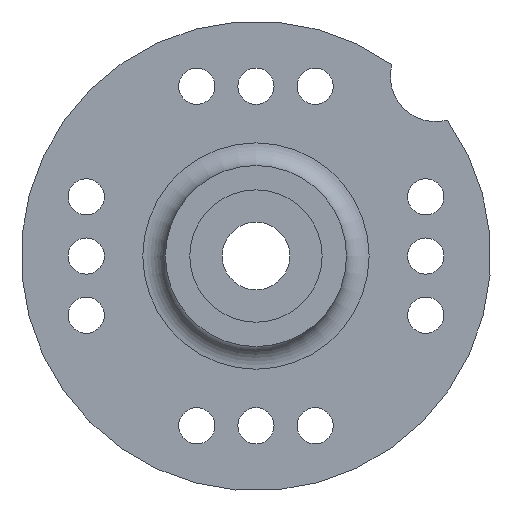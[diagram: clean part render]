
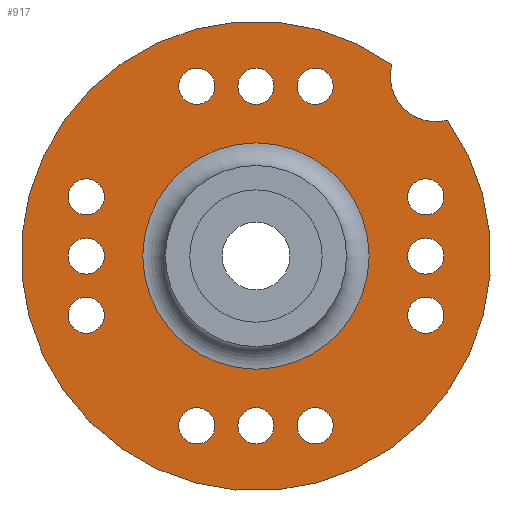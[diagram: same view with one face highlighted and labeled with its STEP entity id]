
A CAD part, front view. The second image highlights one B-rep face of the part: STEP entity #917.
In plain terms, the highlighted planar face has unit normal (0, -1, 0).
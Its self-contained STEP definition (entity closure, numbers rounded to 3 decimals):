
#25=FACE_BOUND('',#137,.T.);
#26=FACE_BOUND('',#138,.T.);
#27=FACE_BOUND('',#139,.T.);
#28=FACE_BOUND('',#140,.T.);
#29=FACE_BOUND('',#141,.T.);
#30=FACE_BOUND('',#142,.T.);
#31=FACE_BOUND('',#143,.T.);
#32=FACE_BOUND('',#144,.T.);
#33=FACE_BOUND('',#145,.T.);
#34=FACE_BOUND('',#146,.T.);
#35=FACE_BOUND('',#147,.T.);
#36=FACE_BOUND('',#148,.T.);
#37=FACE_BOUND('',#149,.T.);
#55=PLANE('',#992);
#86=FACE_OUTER_BOUND('',#136,.T.);
#136=EDGE_LOOP('',(#637,#638));
#137=EDGE_LOOP('',(#639));
#138=EDGE_LOOP('',(#640));
#139=EDGE_LOOP('',(#641));
#140=EDGE_LOOP('',(#642));
#141=EDGE_LOOP('',(#643));
#142=EDGE_LOOP('',(#644));
#143=EDGE_LOOP('',(#645));
#144=EDGE_LOOP('',(#646));
#145=EDGE_LOOP('',(#647));
#146=EDGE_LOOP('',(#648));
#147=EDGE_LOOP('',(#649));
#148=EDGE_LOOP('',(#650));
#149=EDGE_LOOP('',(#651));
#216=CIRCLE('',#991,2.);
#217=CIRCLE('',#993,10.375);
#218=CIRCLE('',#994,5.);
#219=CIRCLE('',#995,0.8);
#220=CIRCLE('',#996,0.8);
#221=CIRCLE('',#997,0.8);
#222=CIRCLE('',#998,0.8);
#223=CIRCLE('',#999,0.8);
#224=CIRCLE('',#1000,0.8);
#225=CIRCLE('',#1001,0.8);
#226=CIRCLE('',#1002,0.8);
#227=CIRCLE('',#1003,0.8);
#228=CIRCLE('',#1004,0.8);
#229=CIRCLE('',#1005,0.8);
#230=CIRCLE('',#1006,0.8);
#414=VERTEX_POINT('',#1390);
#416=VERTEX_POINT('',#1394);
#417=VERTEX_POINT('',#1399);
#418=VERTEX_POINT('',#1401);
#419=VERTEX_POINT('',#1403);
#420=VERTEX_POINT('',#1405);
#421=VERTEX_POINT('',#1407);
#422=VERTEX_POINT('',#1409);
#423=VERTEX_POINT('',#1411);
#424=VERTEX_POINT('',#1413);
#425=VERTEX_POINT('',#1415);
#426=VERTEX_POINT('',#1417);
#427=VERTEX_POINT('',#1419);
#428=VERTEX_POINT('',#1421);
#429=VERTEX_POINT('',#1423);
#504=EDGE_CURVE('',#414,#416,#216,.T.);
#505=EDGE_CURVE('',#416,#414,#217,.T.);
#506=EDGE_CURVE('',#417,#417,#218,.T.);
#507=EDGE_CURVE('',#418,#418,#219,.T.);
#508=EDGE_CURVE('',#419,#419,#220,.T.);
#509=EDGE_CURVE('',#420,#420,#221,.T.);
#510=EDGE_CURVE('',#421,#421,#222,.T.);
#511=EDGE_CURVE('',#422,#422,#223,.T.);
#512=EDGE_CURVE('',#423,#423,#224,.T.);
#513=EDGE_CURVE('',#424,#424,#225,.T.);
#514=EDGE_CURVE('',#425,#425,#226,.T.);
#515=EDGE_CURVE('',#426,#426,#227,.T.);
#516=EDGE_CURVE('',#427,#427,#228,.T.);
#517=EDGE_CURVE('',#428,#428,#229,.T.);
#518=EDGE_CURVE('',#429,#429,#230,.T.);
#637=ORIENTED_EDGE('',*,*,#504,.T.);
#638=ORIENTED_EDGE('',*,*,#505,.T.);
#639=ORIENTED_EDGE('',*,*,#506,.F.);
#640=ORIENTED_EDGE('',*,*,#507,.T.);
#641=ORIENTED_EDGE('',*,*,#508,.T.);
#642=ORIENTED_EDGE('',*,*,#509,.T.);
#643=ORIENTED_EDGE('',*,*,#510,.T.);
#644=ORIENTED_EDGE('',*,*,#511,.T.);
#645=ORIENTED_EDGE('',*,*,#512,.T.);
#646=ORIENTED_EDGE('',*,*,#513,.T.);
#647=ORIENTED_EDGE('',*,*,#514,.T.);
#648=ORIENTED_EDGE('',*,*,#515,.T.);
#649=ORIENTED_EDGE('',*,*,#516,.T.);
#650=ORIENTED_EDGE('',*,*,#517,.T.);
#651=ORIENTED_EDGE('',*,*,#518,.T.);
#917=ADVANCED_FACE('',(#86,#25,#26,#27,#28,#29,#30,#31,#32,#33,#34,#35,
#36,#37),#55,.T.);
#991=AXIS2_PLACEMENT_3D('',#1396,#1104,#1105);
#992=AXIS2_PLACEMENT_3D('',#1397,#1106,#1107);
#993=AXIS2_PLACEMENT_3D('',#1398,#1108,#1109);
#994=AXIS2_PLACEMENT_3D('',#1400,#1110,#1111);
#995=AXIS2_PLACEMENT_3D('',#1402,#1112,#1113);
#996=AXIS2_PLACEMENT_3D('',#1404,#1114,#1115);
#997=AXIS2_PLACEMENT_3D('',#1406,#1116,#1117);
#998=AXIS2_PLACEMENT_3D('',#1408,#1118,#1119);
#999=AXIS2_PLACEMENT_3D('',#1410,#1120,#1121);
#1000=AXIS2_PLACEMENT_3D('',#1412,#1122,#1123);
#1001=AXIS2_PLACEMENT_3D('',#1414,#1124,#1125);
#1002=AXIS2_PLACEMENT_3D('',#1416,#1126,#1127);
#1003=AXIS2_PLACEMENT_3D('',#1418,#1128,#1129);
#1004=AXIS2_PLACEMENT_3D('',#1420,#1130,#1131);
#1005=AXIS2_PLACEMENT_3D('',#1422,#1132,#1133);
#1006=AXIS2_PLACEMENT_3D('',#1424,#1134,#1135);
#1104=DIRECTION('center_axis',(0.,1.,0.));
#1105=DIRECTION('ref_axis',(-1.,0.,0.));
#1106=DIRECTION('center_axis',(0.,-1.,0.));
#1107=DIRECTION('ref_axis',(0.,0.,-1.));
#1108=DIRECTION('center_axis',(0.,-1.,0.));
#1109=DIRECTION('ref_axis',(1.,0.,0.));
#1110=DIRECTION('center_axis',(0.,-1.,0.));
#1111=DIRECTION('ref_axis',(-1.,0.,0.));
#1112=DIRECTION('center_axis',(0.,1.,0.));
#1113=DIRECTION('ref_axis',(-1.,0.,0.));
#1114=DIRECTION('center_axis',(0.,1.,0.));
#1115=DIRECTION('ref_axis',(-1.,0.,0.));
#1116=DIRECTION('center_axis',(0.,1.,0.));
#1117=DIRECTION('ref_axis',(-1.,0.,0.));
#1118=DIRECTION('center_axis',(0.,1.,0.));
#1119=DIRECTION('ref_axis',(0.,0.,1.));
#1120=DIRECTION('center_axis',(0.,1.,0.));
#1121=DIRECTION('ref_axis',(1.,0.,0.));
#1122=DIRECTION('center_axis',(0.,1.,0.));
#1123=DIRECTION('ref_axis',(0.,0.,-1.));
#1124=DIRECTION('center_axis',(0.,1.,0.));
#1125=DIRECTION('ref_axis',(0.,0.,1.));
#1126=DIRECTION('center_axis',(0.,1.,0.));
#1127=DIRECTION('ref_axis',(0.,0.,1.));
#1128=DIRECTION('center_axis',(0.,1.,0.));
#1129=DIRECTION('ref_axis',(1.,0.,0.));
#1130=DIRECTION('center_axis',(0.,1.,0.));
#1131=DIRECTION('ref_axis',(1.,0.,0.));
#1132=DIRECTION('center_axis',(0.,1.,0.));
#1133=DIRECTION('ref_axis',(0.,0.,-1.));
#1134=DIRECTION('center_axis',(0.,1.,0.));
#1135=DIRECTION('ref_axis',(0.,0.,-1.));
#1390=CARTESIAN_POINT('',(8.459,0.,6.007));
#1394=CARTESIAN_POINT('',(6.007,0.,8.459));
#1396=CARTESIAN_POINT('Origin',(7.937,0.,7.937));
#1397=CARTESIAN_POINT('Origin',(4.,0.,0.));
#1398=CARTESIAN_POINT('Origin',(0.,0.,0.));
#1399=CARTESIAN_POINT('',(0.,0.,5.));
#1400=CARTESIAN_POINT('Origin',(0.,0.,0.));
#1401=CARTESIAN_POINT('',(0.8,0.,7.5));
#1402=CARTESIAN_POINT('Origin',(0.,0.,7.5));
#1403=CARTESIAN_POINT('',(-1.815,0.,7.5));
#1404=CARTESIAN_POINT('Origin',(-2.615,0.,7.5));
#1405=CARTESIAN_POINT('',(3.415,0.,7.5));
#1406=CARTESIAN_POINT('Origin',(2.615,0.,7.5));
#1407=CARTESIAN_POINT('',(7.5,0.,-0.8));
#1408=CARTESIAN_POINT('Origin',(7.5,0.,0.));
#1409=CARTESIAN_POINT('',(-0.8,0.,-7.5));
#1410=CARTESIAN_POINT('Origin',(0.,0.,-7.5));
#1411=CARTESIAN_POINT('',(-7.5,0.,0.8));
#1412=CARTESIAN_POINT('Origin',(-7.5,0.,0.));
#1413=CARTESIAN_POINT('',(7.5,0.,1.815));
#1414=CARTESIAN_POINT('Origin',(7.5,0.,2.615));
#1415=CARTESIAN_POINT('',(7.5,0.,-3.415));
#1416=CARTESIAN_POINT('Origin',(7.5,0.,-2.615));
#1417=CARTESIAN_POINT('',(1.815,0.,-7.5));
#1418=CARTESIAN_POINT('Origin',(2.615,0.,-7.5));
#1419=CARTESIAN_POINT('',(-3.415,0.,-7.5));
#1420=CARTESIAN_POINT('Origin',(-2.615,0.,-7.5));
#1421=CARTESIAN_POINT('',(-7.5,0.,-1.815));
#1422=CARTESIAN_POINT('Origin',(-7.5,0.,-2.615));
#1423=CARTESIAN_POINT('',(-7.5,0.,3.415));
#1424=CARTESIAN_POINT('Origin',(-7.5,0.,2.615));
